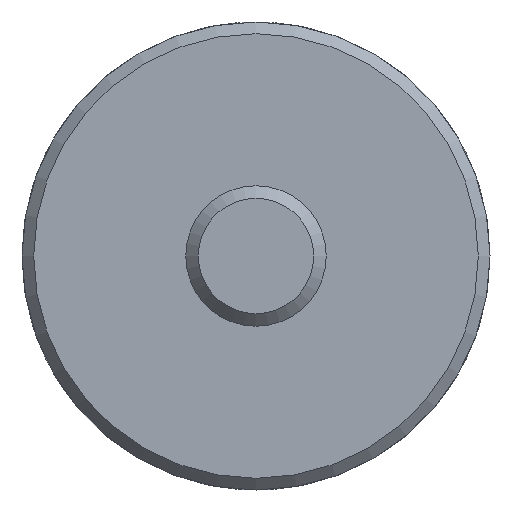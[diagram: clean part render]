
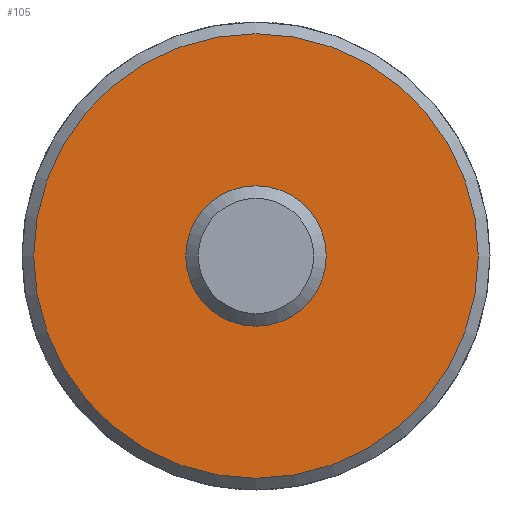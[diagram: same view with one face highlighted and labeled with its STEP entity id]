
A CAD part, front view. The second image highlights one B-rep face of the part: STEP entity #105.
In plain terms, the highlighted planar face has unit normal (0, -1, 0).
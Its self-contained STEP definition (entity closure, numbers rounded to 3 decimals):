
#105 = ADVANCED_FACE( '', ( #225, #226 ), #227, .F. );
#225 = FACE_OUTER_BOUND( '', #343, .T. );
#226 = FACE_BOUND( '', #344, .T. );
#227 = PLANE( '', #345 );
#343 = EDGE_LOOP( '', ( #545 ) );
#344 = EDGE_LOOP( '', ( #546 ) );
#345 = AXIS2_PLACEMENT_3D( '', #547, #548, #549 );
#545 = ORIENTED_EDGE( '', *, *, #612, .F. );
#546 = ORIENTED_EDGE( '', *, *, #657, .T. );
#547 = CARTESIAN_POINT( '', ( -4.7, 0., 0. ) );
#548 = DIRECTION( '', ( 0., 1., 0. ) );
#549 = DIRECTION( '', ( 0., 0., 1. ) );
#612 = EDGE_CURVE( '', #708, #708, #709, .T. );
#657 = EDGE_CURVE( '', #771, #771, #772, .T. );
#708 = VERTEX_POINT( '', #833 );
#709 = CIRCLE( '', #834, 19. );
#771 = VERTEX_POINT( '', #910 );
#772 = CIRCLE( '', #911, 4.7 );
#833 = CARTESIAN_POINT( '', ( 0., 0., 19. ) );
#834 = AXIS2_PLACEMENT_3D( '', #952, #953, #954 );
#910 = CARTESIAN_POINT( '', ( 0., 0., 4.7 ) );
#911 = AXIS2_PLACEMENT_3D( '', #1011, #1012, #1013 );
#952 = CARTESIAN_POINT( '', ( 0., 0., 0. ) );
#953 = DIRECTION( '', ( 0., 1., 0. ) );
#954 = DIRECTION( '', ( 0., 0., 1. ) );
#1011 = CARTESIAN_POINT( '', ( 0., 0., 0. ) );
#1012 = DIRECTION( '', ( 0., 1., 0. ) );
#1013 = DIRECTION( '', ( 0., 0., 1. ) );
